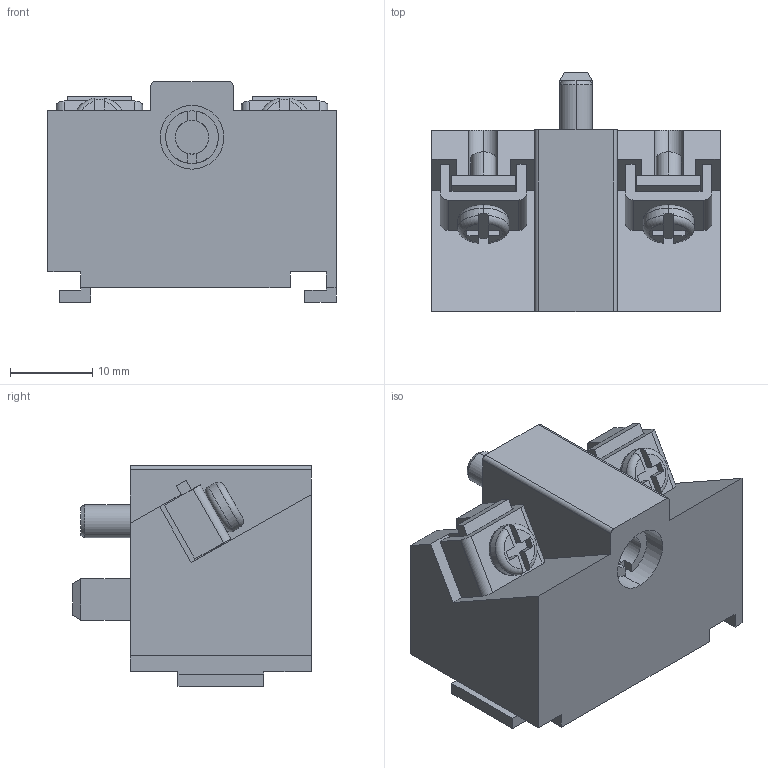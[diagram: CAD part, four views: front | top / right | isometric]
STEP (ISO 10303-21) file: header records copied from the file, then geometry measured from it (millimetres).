
FILE_DESCRIPTION (( 'STEP AP214' ), '1' );
FILE_NAME ('HT8C.step', '2018-06-29T15:20:36', ( '' ), ( '' ), 'SwSTEP 2.0', 'SolidWorks 2017', '' );
FILE_SCHEMA (( 'AUTOMOTIVE_DESIGN' ));
Length unit declared in the file: millimetre
Products named in the file (1): HT8C
Bounding box: 35 x 29 x 26.8 mm (x, y, z)
Volume: 15282.5 mm3; surface area: 7175.7 mm2
Topology: 8 solids, 8 shells, 178 faces, 458 edges, 302 vertices
Faces by surface type: plane 130, cylinder 38, torus 8, cone 2
Entity records: 6036 total; most frequent: CARTESIAN_POINT 1007, ORIENTED_EDGE 916, DIRECTION 906, EDGE_CURVE 458, VECTOR 344, LINE 344, VERTEX_POINT 302, AXIS2_PLACEMENT_3D 281
